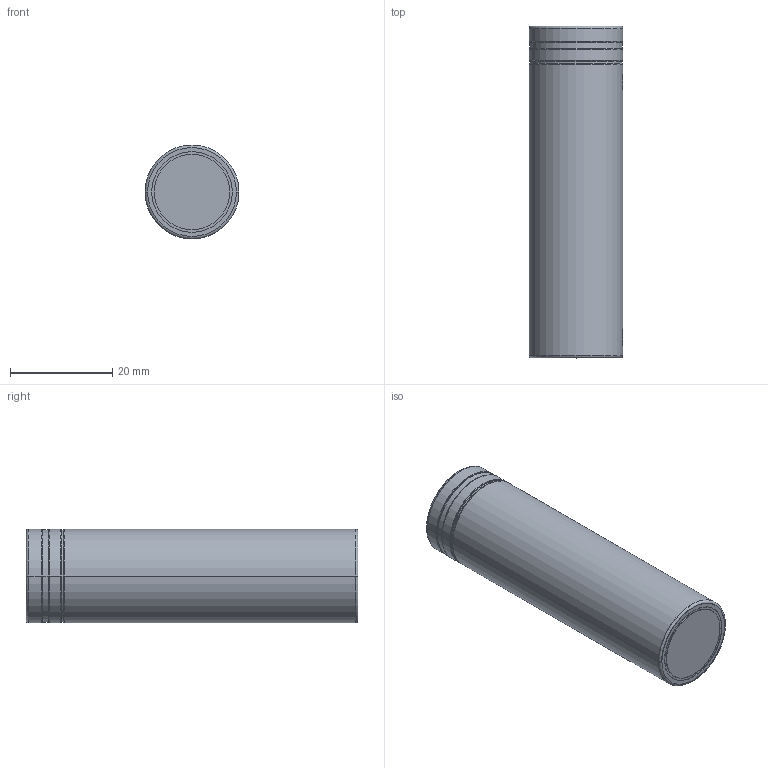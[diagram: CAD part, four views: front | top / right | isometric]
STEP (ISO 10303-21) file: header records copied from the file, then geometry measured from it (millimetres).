
FILE_DESCRIPTION (( 'STEP AP214' ), '1' );
FILE_NAME ('Samsung 30Q 18650 Battery.STEP', '2019-02-25T17:55:53', ( '' ), ( '' ), 'SwSTEP 2.0', 'SolidWorks 2018', '' );
FILE_SCHEMA (( 'AUTOMOTIVE_DESIGN' ));
Length unit declared in the file: millimetre
Products named in the file (1): Samsung 30Q 18650 Battery
Bounding box: 18.4 x 65 x 18.4 mm (x, y, z)
Volume: 17240.2 mm3; surface area: 12074.4 mm2
Topology: 2 solids, 2 shells, 101 faces, 214 edges, 126 vertices
Faces by surface type: cylinder 46, torus 46, plane 9
Entity records: 3182 total; most frequent: CARTESIAN_POINT 662, DIRECTION 566, ORIENTED_EDGE 428, AXIS2_PLACEMENT_3D 258, EDGE_CURVE 214, CIRCLE 156, VERTEX_POINT 126, EDGE_LOOP 112
